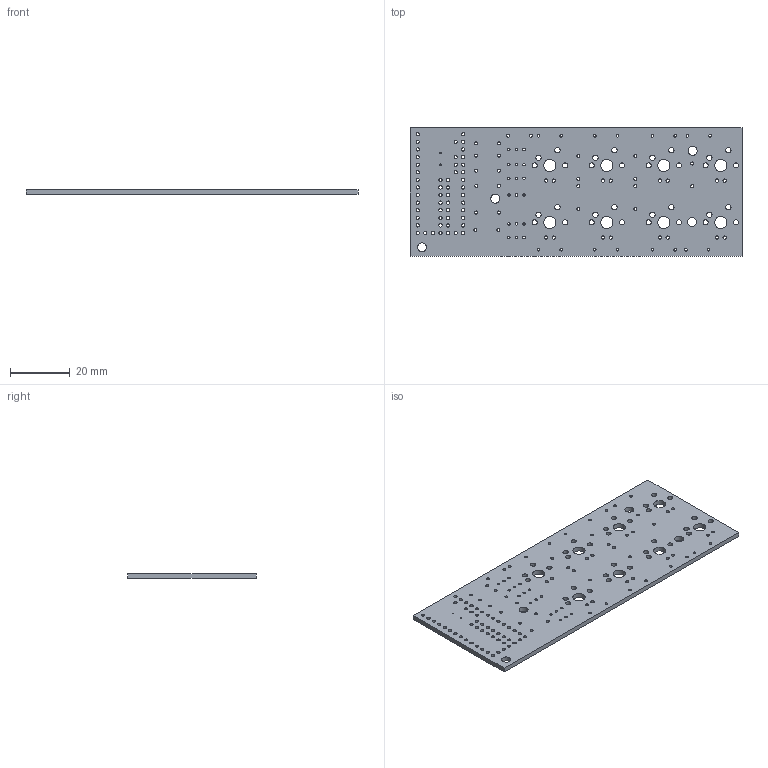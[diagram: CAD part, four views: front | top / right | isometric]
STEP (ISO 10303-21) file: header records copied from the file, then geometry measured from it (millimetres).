
FILE_DESCRIPTION(('KiCad electronic assembly'),'2;1');
FILE_NAME('Smaller.step','2019-03-02T16:57:11',('An Author'),( 'A Company'),'Open CASCADE STEP processor 6.9', 'KiCad to STEP converter','Unknown');
FILE_SCHEMA(('AUTOMOTIVE_DESIGN { 1 0 10303 214 1 1 1 1 }'));
Length unit declared in the file: millimetre
Products named in the file (2): Open CASCADE STEP translator 6.9 1; COMPOUND
Assembly tree (1 placements, depth 2):
  Open CASCADE STEP translator 6.9 1
    COMPOUND
Bounding box: 111 x 43 x 1.6 mm (x, y, z)
Volume: 7138.7 mm3; surface area: 10562.3 mm2
Topology: 1 solids, 1 shells, 178 faces, 528 edges, 352 vertices
Faces by surface type: cylinder 171, plane 7
Full cylindrical faces by diameter (mm): 0.5 x2, 0.813 x18, 0.899 x16, 1.016 x24, 1.09 x16, 1.1 x51, 1.707 x16, 1.753 x16, 3 x4, 4.089 x8
Entity records: 14795 total; most frequent: CARTESIAN_POINT 4168, DIRECTION 1944, ORIENTED_EDGE 1056, PCURVE 1056, DEFINITIONAL_REPRESENTATION 1056, LINE 900, VECTOR 900, EDGE_CURVE 528
